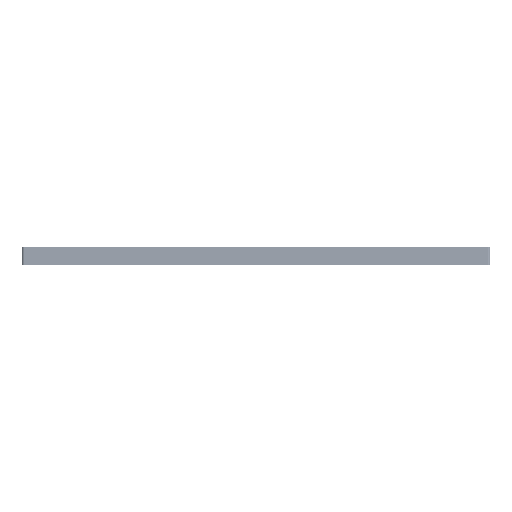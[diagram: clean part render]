
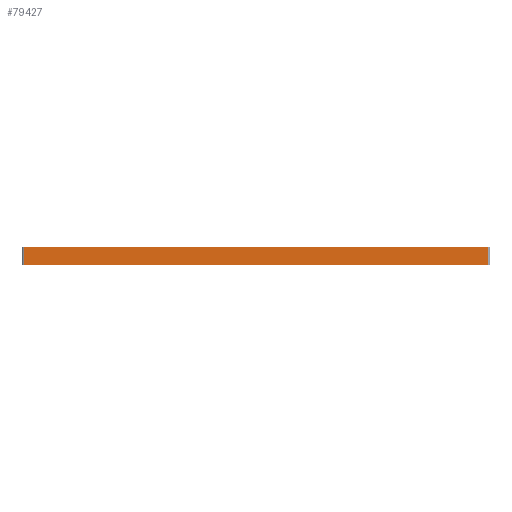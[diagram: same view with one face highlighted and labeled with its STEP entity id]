
A CAD part, left-side view. The second image highlights one B-rep face of the part: STEP entity #79427.
In plain terms, the highlighted planar face has unit normal (-1, 0, 0).
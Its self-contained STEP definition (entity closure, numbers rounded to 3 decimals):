
#3459=LINE('',#121434,#6915);
#3464=LINE('',#123293,#6920);
#5139=LINE('',#132457,#8595);
#5140=LINE('',#132458,#8596);
#6915=VECTOR('',#94045,0.394);
#6920=VECTOR('',#95902,0.394);
#8595=VECTOR('',#107565,0.394);
#8596=VECTOR('',#107566,0.394);
#17877=FACE_OUTER_BOUND('',#25485,.T.);
#25485=EDGE_LOOP('',(#64737,#64738,#64739,#64740));
#37452=VERTEX_POINT('',#121431);
#37453=VERTEX_POINT('',#121433);
#38380=VERTEX_POINT('',#123290);
#38381=VERTEX_POINT('',#123292);
#44324=EDGE_CURVE('',#37453,#37452,#3459,.T.);
#45252=EDGE_CURVE('',#38380,#38381,#3464,.T.);
#49421=EDGE_CURVE('',#37453,#38380,#5139,.T.);
#49422=EDGE_CURVE('',#38381,#37452,#5140,.T.);
#64737=ORIENTED_EDGE('',*,*,#49421,.F.);
#64738=ORIENTED_EDGE('',*,*,#44324,.T.);
#64739=ORIENTED_EDGE('',*,*,#49422,.F.);
#64740=ORIENTED_EDGE('',*,*,#45252,.F.);
#76077=PLANE('',#87985);
#79427=ADVANCED_FACE('',(#17877),#76077,.T.);
#87985=AXIS2_PLACEMENT_3D('',#132456,#107563,#107564);
#94045=DIRECTION('',(0.,-1.,0.));
#95902=DIRECTION('',(0.,-1.,0.));
#107563=DIRECTION('center_axis',(-1.,0.,0.));
#107564=DIRECTION('ref_axis',(0.,-1.,0.));
#107565=DIRECTION('',(0.,0.,1.));
#107566=DIRECTION('',(0.,0.,-1.));
#121431=CARTESIAN_POINT('',(-27.875,-11.917,0.));
#121433=CARTESIAN_POINT('',(-27.875,11.917,0.));
#121434=CARTESIAN_POINT('',(-27.875,12.,0.));
#123290=CARTESIAN_POINT('',(-27.875,11.917,0.95));
#123292=CARTESIAN_POINT('',(-27.875,-11.917,0.95));
#123293=CARTESIAN_POINT('',(-27.875,12.,0.95));
#132456=CARTESIAN_POINT('Origin',(-27.875,12.,0.));
#132457=CARTESIAN_POINT('',(-27.875,11.917,0.));
#132458=CARTESIAN_POINT('',(-27.875,-11.917,0.));
